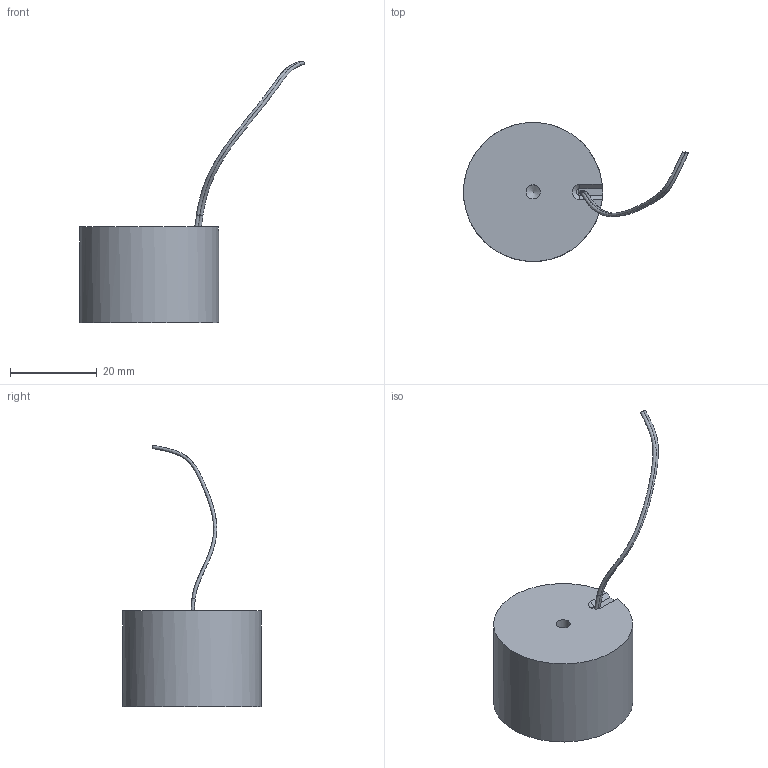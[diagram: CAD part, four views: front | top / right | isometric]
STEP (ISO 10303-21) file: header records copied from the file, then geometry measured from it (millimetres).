
FILE_DESCRIPTION(/* description */ ('ELECTRO MAGNET D32x22'),/* implementation_level */ '2;1');
FILE_NAME(/* name */ 'EHRO003201 - Customer.stp',/* time_stamp */ '2014-03-07T08:05:23+01:00',/* author */ ('bs'),/* organization */ (''),/* preprocessor_version */ 'ST-DEVELOPER v15.2',/* originating_system */ 'Autodesk Inventor 2014',/* authorisation */ '');
FILE_SCHEMA (('AUTOMOTIVE_DESIGN { 1 0 10303 214 3 1 1 }'));
Length unit declared in the file: millimetre
Products named in the file (1): EHRO003201
Bounding box: 51.7 x 31.95 x 60.05 mm (x, y, z)
Volume: 17539.7 mm3; surface area: 8703.5 mm2
Topology: 1 solids, 1 shells, 24 faces, 49 edges, 31 vertices
Faces by surface type: plane 11, cylinder 6, bspline 5, cone 2
Full cylindrical faces by diameter (mm): 3.242 x1, 14.3 x1, 14.4 x1, 28.5 x1, 28.6 x1, 32 x1
Entity records: 1308 total; most frequent: CARTESIAN_POINT 817, DIRECTION 97, ORIENTED_EDGE 82, AXIS2_PLACEMENT_3D 45, EDGE_CURVE 40, EDGE_LOOP 36, VERTEX_POINT 29, ADVANCED_FACE 24
